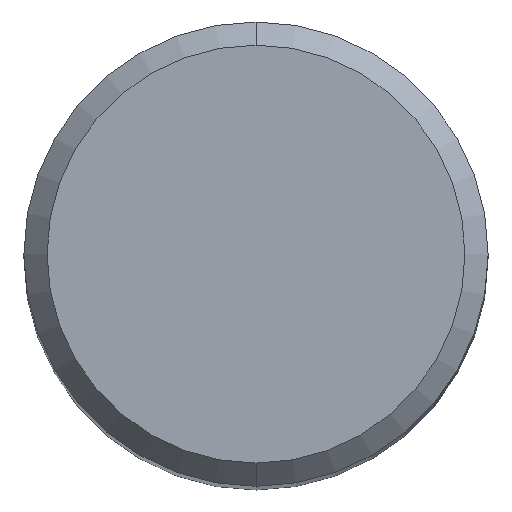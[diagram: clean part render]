
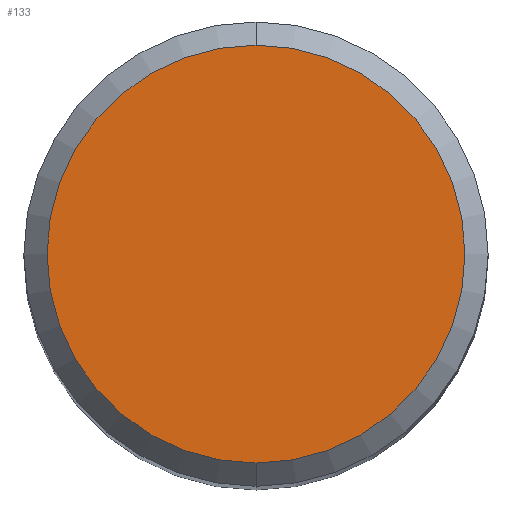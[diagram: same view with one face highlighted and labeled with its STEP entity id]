
A CAD part, top view. The second image highlights one B-rep face of the part: STEP entity #133.
In plain terms, the highlighted planar face has unit normal (0, 0, 1).
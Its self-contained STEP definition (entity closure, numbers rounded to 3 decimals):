
#103=VERTEX_POINT('',#256);
#109=EDGE_CURVE('',#221,#103,#263,.T.);
#133=ADVANCED_FACE('',(#290),#291,.T.);
#221=VERTEX_POINT('',#389);
#227=EDGE_CURVE('',#103,#221,#395,.T.);
#256=CARTESIAN_POINT('',(0.0,5.4,0.0));
#263=CIRCLE('',#425,5.4);
#290=FACE_OUTER_BOUND('',#455,.T.);
#291=PLANE('',#456);
#389=CARTESIAN_POINT('',(0.,-5.4,0.0));
#395=CIRCLE('',#596,5.4);
#425=AXIS2_PLACEMENT_3D('',#626,#627,#628);
#455=EDGE_LOOP('',(#660,#661));
#456=AXIS2_PLACEMENT_3D('',#662,#663,#664);
#596=AXIS2_PLACEMENT_3D('',#787,#788,#789);
#626=CARTESIAN_POINT('',(0.0,0.0,0.0));
#627=DIRECTION('',(0.0,0.0,-1.0));
#628=DIRECTION('',(0.0,1.0,0.0));
#660=ORIENTED_EDGE('',*,*,#227,.F.);
#661=ORIENTED_EDGE('',*,*,#109,.F.);
#662=CARTESIAN_POINT('',(0.0,2.7,0.0));
#663=DIRECTION('',(-0.0,0.0,1.0));
#664=DIRECTION('',(0.0,-1.0,0.0));
#787=CARTESIAN_POINT('',(0.0,0.0,0.0));
#788=DIRECTION('',(0.0,0.0,-1.0));
#789=DIRECTION('',(0.0,1.0,0.0));
